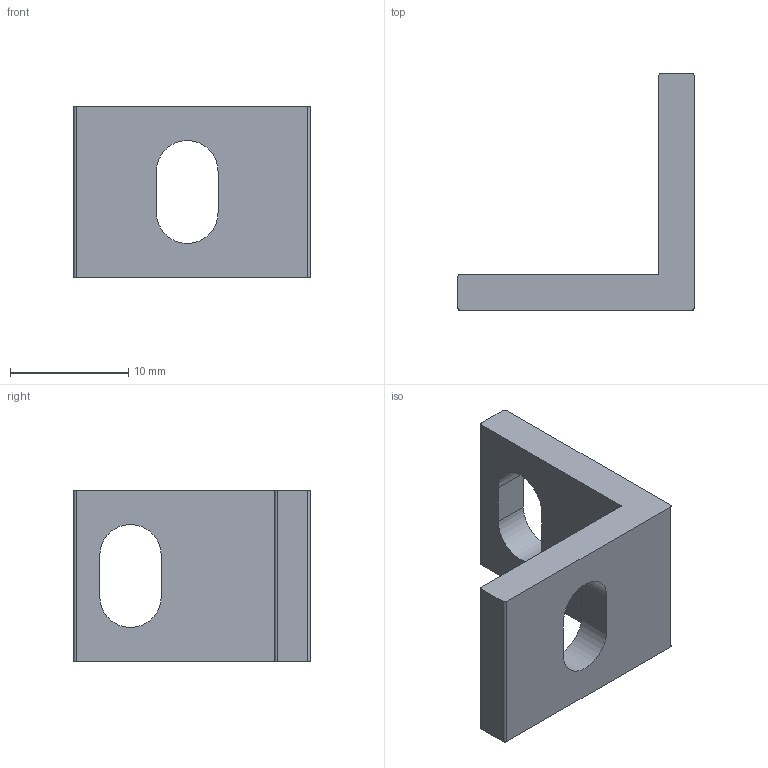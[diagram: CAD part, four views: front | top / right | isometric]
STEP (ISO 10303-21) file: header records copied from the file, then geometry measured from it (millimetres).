
FILE_DESCRIPTION (( 'STEP AP214' ), '1' );
FILE_NAME ('A108 Óãëîâîé àëþìèíèåâûé ñîåäèíèòåëü 20õ20, ïàç 6.STEP', '2021-10-26T12:56:02', ( 'Windows User' ), ( '' ), 'SwSTEP 2.0', 'SolidWorks 2021', '' );
FILE_SCHEMA (( 'AUTOMOTIVE_DESIGN' ));
Length unit declared in the file: millimetre
Products named in the file (1): A108 Óãëîâîé àëþìèíèåâûé ñîåäèíèòåëü 20õ20, ïàç 6
Bounding box: 20 x 20 x 14.5 mm (x, y, z)
Volume: 1372.3 mm3; surface area: 1358 mm2
Topology: 1 solids, 1 shells, 22 faces, 60 edges, 40 vertices
Faces by surface type: plane 12, cylinder 10
Entity records: 746 total; most frequent: DIRECTION 126, CARTESIAN_POINT 123, ORIENTED_EDGE 120, EDGE_CURVE 60, AXIS2_PLACEMENT_3D 43, VECTOR 40, VERTEX_POINT 40, LINE 40
